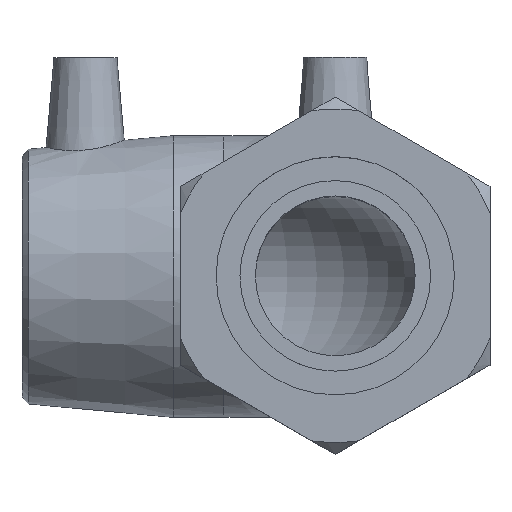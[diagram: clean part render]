
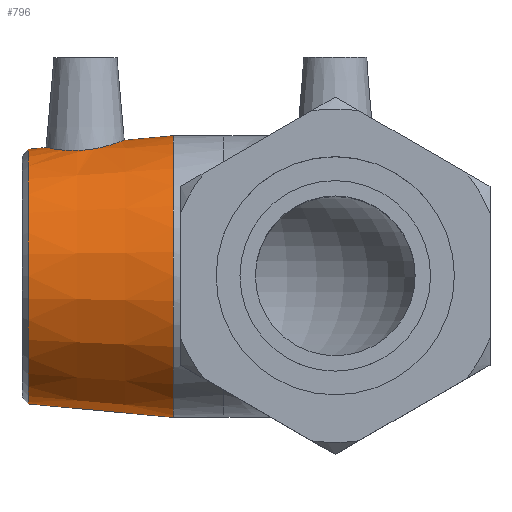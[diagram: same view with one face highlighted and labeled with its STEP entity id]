
A CAD part, top view. The second image highlights one B-rep face of the part: STEP entity #796.
In plain terms, the highlighted conical face has half-angle 5.316 degrees and reference radius 31.825 mm.
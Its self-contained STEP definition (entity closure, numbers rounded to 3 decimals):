
#17=B_SPLINE_CURVE_WITH_KNOTS('',3,(#1391,#1392,#1393,#1394,#1395,#1396,
#1397,#1398,#1399,#1400,#1401,#1402,#1403,#1404,#1405,#1406,#1407,#1408,
#1409,#1410,#1411,#1412,#1413,#1414,#1415,#1416,#1417,#1418,#1419,#1420,
#1421,#1422,#1423,#1424),.UNSPECIFIED.,.T.,.F.,(4,2,2,2,2,2,2,2,2,2,2,2,
2,2,2,2,4),(0.,0.346,0.691,1.039,1.387,
1.735,2.083,2.429,2.774,3.142,
3.51,3.87,4.231,4.591,4.951,
5.319,5.687),.UNSPECIFIED.);
#129=FACE_BOUND('',#263,.T.);
#130=FACE_BOUND('',#264,.T.);
#189=FACE_OUTER_BOUND('',#262,.T.);
#262=EDGE_LOOP('',(#680));
#263=EDGE_LOOP('',(#681));
#264=EDGE_LOOP('',(#682));
#348=CIRCLE('',#886,30.289);
#349=CIRCLE('',#888,33.5);
#424=VERTEX_POINT('',#1385);
#425=VERTEX_POINT('',#1388);
#426=VERTEX_POINT('',#1390);
#520=EDGE_CURVE('',#424,#424,#348,.T.);
#521=EDGE_CURVE('',#425,#425,#349,.T.);
#522=EDGE_CURVE('',#426,#426,#17,.T.);
#680=ORIENTED_EDGE('',*,*,#521,.F.);
#681=ORIENTED_EDGE('',*,*,#522,.T.);
#682=ORIENTED_EDGE('',*,*,#520,.F.);
#760=CONICAL_SURFACE('',#887,31.825,5.316);
#796=ADVANCED_FACE('',(#189,#129,#130),#760,.T.);
#886=AXIS2_PLACEMENT_3D('',#1386,#1074,#1075);
#887=AXIS2_PLACEMENT_3D('',#1387,#1076,#1077);
#888=AXIS2_PLACEMENT_3D('',#1389,#1078,#1079);
#1074=DIRECTION('center_axis',(-1.,0.,0.));
#1075=DIRECTION('ref_axis',(0.,-1.,0.));
#1076=DIRECTION('center_axis',(1.,0.,0.));
#1077=DIRECTION('ref_axis',(0.,1.,0.));
#1078=DIRECTION('center_axis',(1.,0.,0.));
#1079=DIRECTION('ref_axis',(0.,0.,-1.));
#1385=CARTESIAN_POINT('',(-73.006,30.289,0.));
#1386=CARTESIAN_POINT('Origin',(-73.006,0.,0.));
#1387=CARTESIAN_POINT('Origin',(-56.5,0.,0.));
#1388=CARTESIAN_POINT('',(-38.5,33.5,0.));
#1389=CARTESIAN_POINT('Origin',(-38.5,0.,0.));
#1390=CARTESIAN_POINT('',(-59.735,30.086,9.411));
#1391=CARTESIAN_POINT('Ctrl Pts',(-59.735,30.086,9.411));
#1392=CARTESIAN_POINT('Ctrl Pts',(-60.882,29.985,9.379));
#1393=CARTESIAN_POINT('Ctrl Pts',(-62.101,29.951,9.116));
#1394=CARTESIAN_POINT('Ctrl Pts',(-64.332,30.021,8.121));
#1395=CARTESIAN_POINT('Ctrl Pts',(-65.343,30.12,7.391));
#1396=CARTESIAN_POINT('Ctrl Pts',(-66.937,30.329,5.728));
#1397=CARTESIAN_POINT('Ctrl Pts',(-67.627,30.453,4.682));
#1398=CARTESIAN_POINT('Ctrl Pts',(-68.541,30.632,2.398));
#1399=CARTESIAN_POINT('Ctrl Pts',(-68.765,30.684,1.16));
#1400=CARTESIAN_POINT('Ctrl Pts',(-68.765,30.684,-1.16));
#1401=CARTESIAN_POINT('Ctrl Pts',(-68.541,30.632,-2.398));
#1402=CARTESIAN_POINT('Ctrl Pts',(-67.627,30.453,-4.682));
#1403=CARTESIAN_POINT('Ctrl Pts',(-66.937,30.329,-5.728));
#1404=CARTESIAN_POINT('Ctrl Pts',(-65.343,30.12,-7.391));
#1405=CARTESIAN_POINT('Ctrl Pts',(-64.332,30.021,-8.121));
#1406=CARTESIAN_POINT('Ctrl Pts',(-62.101,29.951,-9.116));
#1407=CARTESIAN_POINT('Ctrl Pts',(-60.882,29.985,-9.379));
#1408=CARTESIAN_POINT('Ctrl Pts',(-58.514,30.195,-9.445));
#1409=CARTESIAN_POINT('Ctrl Pts',(-57.223,30.394,-9.223));
#1410=CARTESIAN_POINT('Ctrl Pts',(-54.861,30.894,-8.269));
#1411=CARTESIAN_POINT('Ctrl Pts',(-53.789,31.191,-7.538));
#1412=CARTESIAN_POINT('Ctrl Pts',(-52.115,31.708,-5.859));
#1413=CARTESIAN_POINT('Ctrl Pts',(-51.392,31.963,-4.804));
#1414=CARTESIAN_POINT('Ctrl Pts',(-50.427,32.317,-2.475));
#1415=CARTESIAN_POINT('Ctrl Pts',(-50.186,32.413,-1.201));
#1416=CARTESIAN_POINT('Ctrl Pts',(-50.186,32.413,1.201));
#1417=CARTESIAN_POINT('Ctrl Pts',(-50.427,32.317,2.475));
#1418=CARTESIAN_POINT('Ctrl Pts',(-51.392,31.963,4.804));
#1419=CARTESIAN_POINT('Ctrl Pts',(-52.115,31.708,5.859));
#1420=CARTESIAN_POINT('Ctrl Pts',(-53.789,31.191,7.538));
#1421=CARTESIAN_POINT('Ctrl Pts',(-54.861,30.894,8.269));
#1422=CARTESIAN_POINT('Ctrl Pts',(-57.223,30.394,9.223));
#1423=CARTESIAN_POINT('Ctrl Pts',(-58.514,30.195,9.445));
#1424=CARTESIAN_POINT('Ctrl Pts',(-59.735,30.086,9.411));
